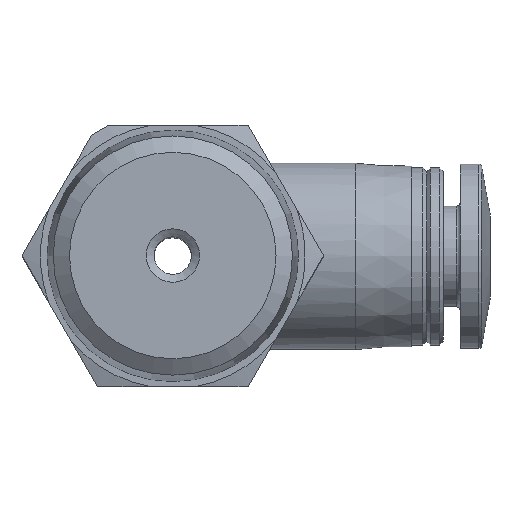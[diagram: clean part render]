
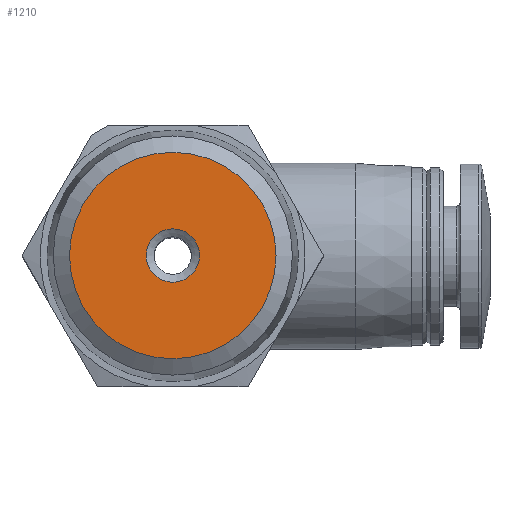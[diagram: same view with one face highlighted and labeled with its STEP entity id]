
A CAD part, top view. The second image highlights one B-rep face of the part: STEP entity #1210.
In plain terms, the highlighted planar face has unit normal (0, 0, 1).
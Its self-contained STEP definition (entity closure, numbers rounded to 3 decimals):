
#78=PLANE('',#1352);
#414=ORIENTED_EDGE('',*,*,#660,.F.);
#415=ORIENTED_EDGE('',*,*,#661,.T.);
#660=EDGE_CURVE('',#793,#793,#851,.F.);
#661=EDGE_CURVE('',#794,#794,#852,.T.);
#793=VERTEX_POINT('',#2195);
#794=VERTEX_POINT('',#2197);
#851=CIRCLE('',#1353,1.429);
#852=CIRCLE('',#1354,5.535);
#950=EDGE_LOOP('',(#414));
#951=EDGE_LOOP('',(#415));
#1080=FACE_BOUND('',#950,.T.);
#1081=FACE_BOUND('',#951,.T.);
#1210=ADVANCED_FACE('',(#1080,#1081),#78,.F.);
#1352=AXIS2_PLACEMENT_3D('',#2193,#1645,#1646);
#1353=AXIS2_PLACEMENT_3D('',#2194,#1647,#1648);
#1354=AXIS2_PLACEMENT_3D('',#2196,#1649,#1650);
#1645=DIRECTION('',(0.,0.,-1.));
#1646=DIRECTION('',(-1.,0.,0.));
#1647=DIRECTION('',(0.,0.,-1.));
#1648=DIRECTION('',(-1.,0.,0.));
#1649=DIRECTION('',(0.,0.,1.));
#1650=DIRECTION('',(1.,0.,0.));
#2193=CARTESIAN_POINT('',(5.535,0.,25.5));
#2194=CARTESIAN_POINT('',(0.,0.,25.5));
#2195=CARTESIAN_POINT('',(-1.429,0.,25.5));
#2196=CARTESIAN_POINT('',(0.,0.,25.5));
#2197=CARTESIAN_POINT('',(5.535,0.,25.5));
